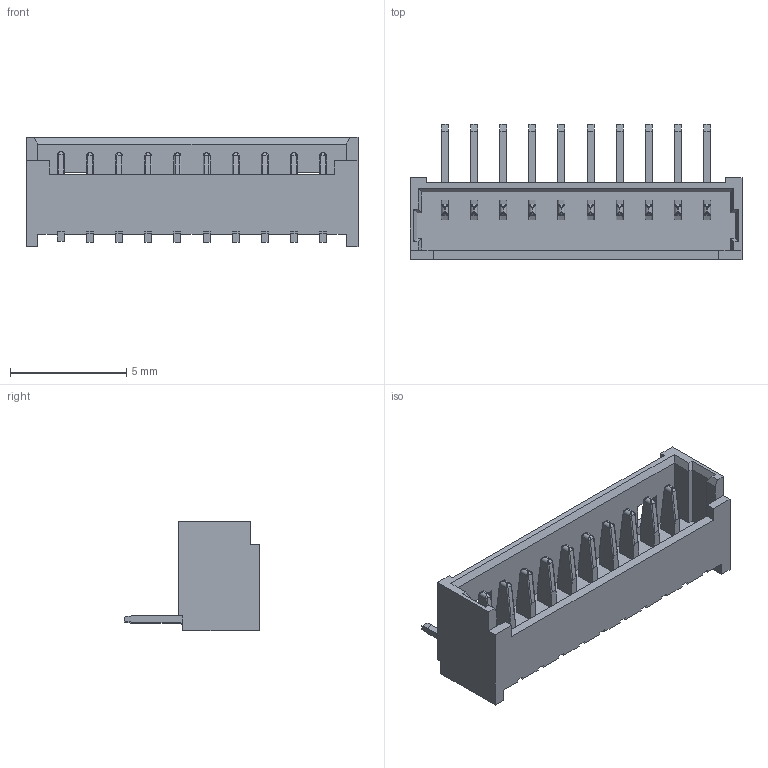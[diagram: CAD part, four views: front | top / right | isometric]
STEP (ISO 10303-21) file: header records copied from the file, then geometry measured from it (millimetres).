
FILE_DESCRIPTION(/* description */ ('Unknown'),/* implementation_level */ '2;1');
FILE_NAME(/* name */ '653010117322',/* time_stamp */ '2017-06-14T15:58:07+02:00',/* author */ ('Unknown'),/* organization */ ('Unknown'),/* preprocessor_version */ 'ST-DEVELOPER v16.7',/* originating_system */ 'DEX',/* authorisation */ $);
FILE_SCHEMA (('AUTOMOTIVE_DESIGN {1 0 10303 214 3 1 1}'));
Length unit declared in the file: millimetre
Products named in the file (3): 6530xx117322; 653010117322; 6530xx117322_PIN
Assembly tree (11 placements, depth 2):
  6530xx117322
    653010117322
    6530xx117322_PIN  x10
Bounding box: 14.25 x 5.8 x 4.7 mm (x, y, z)
Volume: 96.4 mm3; surface area: 462.3 mm2
Topology: 11 solids, 11 shells, 447 faces, 1213 edges, 738 vertices
Faces by surface type: plane 287, cylinder 80, bspline 80
Entity records: 5453 total; most frequent: CARTESIAN_POINT 1036, ORIENTED_EDGE 942, DIRECTION 825, EDGE_CURVE 471, LINE 443, VECTOR 443, VERTEX_POINT 306, AXIS2_PLACEMENT_3D 191
